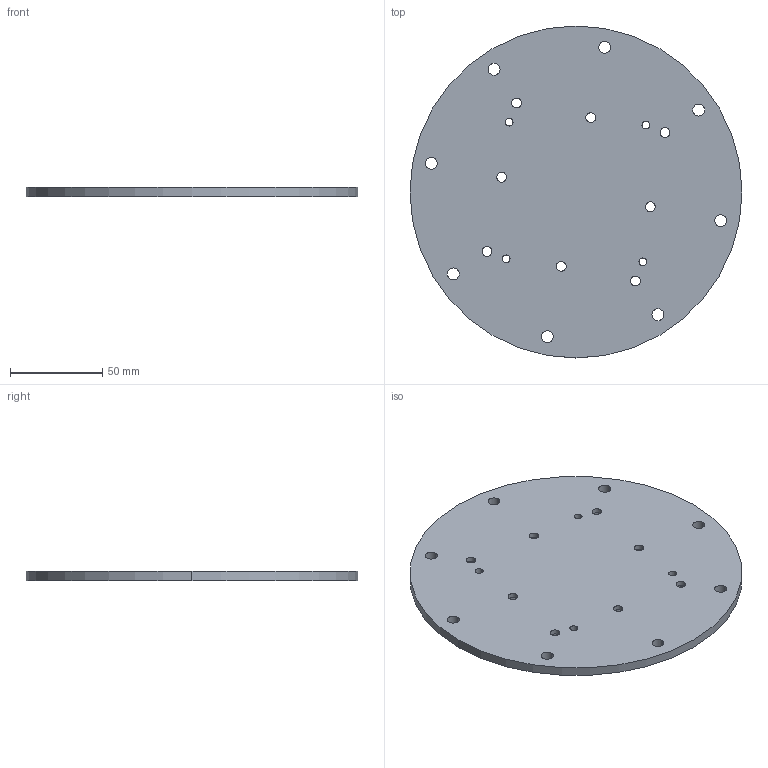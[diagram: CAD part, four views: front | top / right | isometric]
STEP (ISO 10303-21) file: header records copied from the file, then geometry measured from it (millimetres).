
FILE_DESCRIPTION (( 'STEP AP203' ), '1' );
FILE_NAME ('Montageplatte TR126 3in1.STEP', '2010-04-07T13:49:55', ( 'PC' ), ( 'PC' ), 'SwSTEP 2.0', 'SolidWorks 2007', '' );
FILE_SCHEMA (( 'CONFIG_CONTROL_DESIGN' ));
Length unit declared in the file: millimetre
Products named in the file (1): Montageplatte TR126 3in1
Bounding box: 180 x 180 x 5 mm (x, y, z)
Volume: 124138.7 mm3; surface area: 54307.5 mm2
Topology: 1 solids, 1 shells, 68 faces, 174 edges, 108 vertices
Faces by surface type: cylinder 42, cone 24, plane 2
Entity records: 2251 total; most frequent: DIRECTION 420, CARTESIAN_POINT 351, ORIENTED_EDGE 348, AXIS2_PLACEMENT_3D 177, EDGE_CURVE 174, EDGE_LOOP 108, VERTEX_POINT 108, CIRCLE 108
